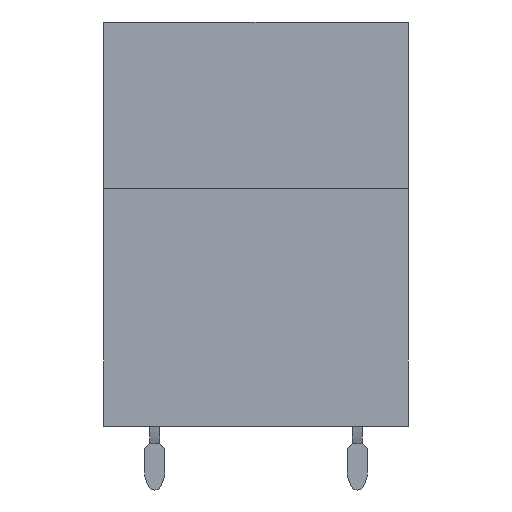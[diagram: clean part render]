
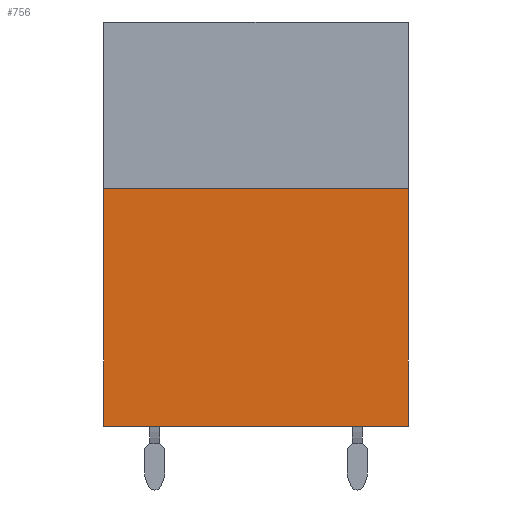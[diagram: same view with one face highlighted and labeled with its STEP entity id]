
A CAD part, front view. The second image highlights one B-rep face of the part: STEP entity #756.
In plain terms, the highlighted planar face has unit normal (0, -1, 0).
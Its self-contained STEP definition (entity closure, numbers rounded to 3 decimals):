
#743=AXIS2_PLACEMENT_3D('Plane Axis2P3D',#740,#741,#742) ;
#143=CARTESIAN_POINT('Vertex',(0.,0.,3.2)) ;
#146=CARTESIAN_POINT('Line Origine',(0.,0.,9.15)) ;
#150=CARTESIAN_POINT('Vertex',(0.,0.,15.1)) ;
#217=CARTESIAN_POINT('Line Origine',(15.24,0.,9.15)) ;
#221=CARTESIAN_POINT('Vertex',(15.24,0.,3.2)) ;
#223=CARTESIAN_POINT('Vertex',(15.24,0.,15.1)) ;
#524=CARTESIAN_POINT('Line Origine',(7.62,0.,3.2)) ;
#740=CARTESIAN_POINT('Axis2P3D Location',(5.08,0.,0.)) ;
#745=CARTESIAN_POINT('Line Origine',(7.62,0.,15.1)) ;
#147=DIRECTION('Vector Direction',(0.,0.,1.)) ;
#218=DIRECTION('Vector Direction',(0.,0.,1.)) ;
#525=DIRECTION('Vector Direction',(-1.,0.,0.)) ;
#741=DIRECTION('Axis2P3D Direction',(0.,1.,-0.)) ;
#742=DIRECTION('Axis2P3D XDirection',(-1.,0.,0.)) ;
#746=DIRECTION('Vector Direction',(1.,0.,0.)) ;
#148=VECTOR('Line Direction',#147,1.) ;
#219=VECTOR('Line Direction',#218,1.) ;
#526=VECTOR('Line Direction',#525,1.) ;
#747=VECTOR('Line Direction',#746,1.) ;
#751=ORIENTED_EDGE('',*,*,#225,.T.) ;
#752=ORIENTED_EDGE('',*,*,#749,.F.) ;
#753=ORIENTED_EDGE('',*,*,#152,.F.) ;
#754=ORIENTED_EDGE('',*,*,#528,.F.) ;
#756=ADVANCED_FACE('BLL 5.08/03/180 3.2 SN OR 1630720000',(#755),#744,.F.) ;
#152=EDGE_CURVE('',#144,#151,#149,.T.) ;
#225=EDGE_CURVE('',#222,#224,#220,.T.) ;
#528=EDGE_CURVE('',#222,#144,#527,.T.) ;
#749=EDGE_CURVE('',#151,#224,#748,.T.) ;
#750=EDGE_LOOP('',(#751,#752,#753,#754)) ;
#755=FACE_OUTER_BOUND('',#750,.T.) ;
#149=LINE('Line',#146,#148) ;
#220=LINE('Line',#217,#219) ;
#527=LINE('Line',#524,#526) ;
#748=LINE('Line',#745,#747) ;
#744=PLANE('',#743) ;
#144=VERTEX_POINT('',#143) ;
#151=VERTEX_POINT('',#150) ;
#222=VERTEX_POINT('',#221) ;
#224=VERTEX_POINT('',#223) ;
